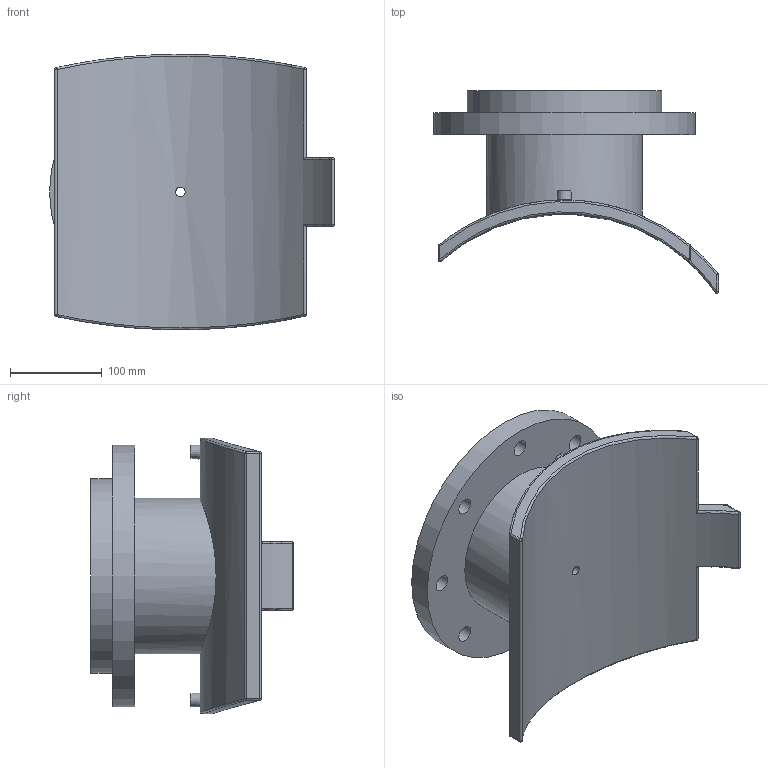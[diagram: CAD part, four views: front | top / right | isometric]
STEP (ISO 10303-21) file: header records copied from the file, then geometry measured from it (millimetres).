
FILE_DESCRIPTION(/* description */ ('PLASSON FLANGED BRANCH SADDLE 250-400X150'),/* implementation_level */ '2;1');
FILE_NAME(/* name */ '495804400125T.ipt.stp',/* time_stamp */ '2017-11-06T09:20:12+02:00',/* author */ ('KIM'),/* organization */ (''),/* preprocessor_version */ 'ST-DEVELOPER v15.6',/* originating_system */ 'Autodesk Inventor 2015',/* authorisation */ '');
FILE_SCHEMA (('AUTOMOTIVE_DESIGN { 1 0 10303 214 3 1 1 }'));
Length unit declared in the file: millimetre
Products named in the file (1): 495804400125T
Bounding box: 310.25 x 220.54 x 299.92 mm (x, y, z)
Volume: 3224741.2 mm3; surface area: 435517.5 mm2
Topology: 1 solids, 1 shells, 75 faces, 156 edges, 94 vertices
Faces by surface type: cylinder 37, plane 16, sphere 12, bspline 4, torus 4, cone 2
Full cylindrical faces by diameter (mm): 4 x2, 10 x2, 10.4 x1, 16 x1, 18 x8, 150 x1, 169.6 x1, 212 x1, 285 x1
Entity records: 2442 total; most frequent: CARTESIAN_POINT 892, DIRECTION 334, ORIENTED_EDGE 260, AXIS2_PLACEMENT_3D 152, EDGE_CURVE 130, EDGE_LOOP 124, VERTEX_POINT 88, CIRCLE 80
